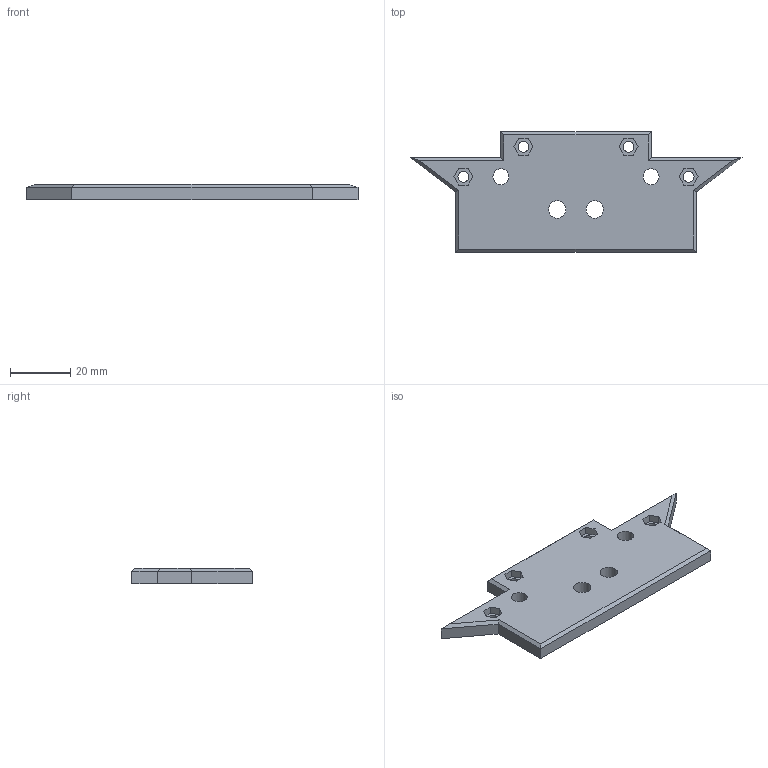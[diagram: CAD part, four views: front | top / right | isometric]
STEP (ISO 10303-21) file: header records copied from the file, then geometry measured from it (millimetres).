
FILE_DESCRIPTION(/* description */ ('Unknown'),/* implementation_level */ '2;1');
FILE_NAME(/* name */ 'Bumper_front_2_4',/* time_stamp */ '2024-03-13T01:31:46+01:00',/* author */ ('Unknown'),/* organization */ ('Unknown'),/* preprocessor_version */ 'ST-DEVELOPER v18.104',/* originating_system */ 'Solid Edge',/* authorisation */ 'Unknown');
FILE_SCHEMA (('AUTOMOTIVE_DESIGN {1 0 10303 214 3 1 1}'));
Length unit declared in the file: millimetre
Products named in the file (1): Bumper_front_2_4
Bounding box: 110.56 x 40.11 x 5 mm (x, y, z)
Volume: 14640.2 mm3; surface area: 7888.7 mm2
Topology: 1 solids, 1 shells, 58 faces, 146 edges, 94 vertices
Faces by surface type: plane 50, cylinder 8
Full cylindrical faces by diameter (mm): 3.6 x4, 5.3 x2, 5.8 x2
Entity records: 1728 total; most frequent: CARTESIAN_POINT 291, ORIENTED_EDGE 276, DIRECTION 272, EDGE_CURVE 138, LINE 122, VECTOR 122, VERTEX_POINT 94, EDGE_LOOP 86
